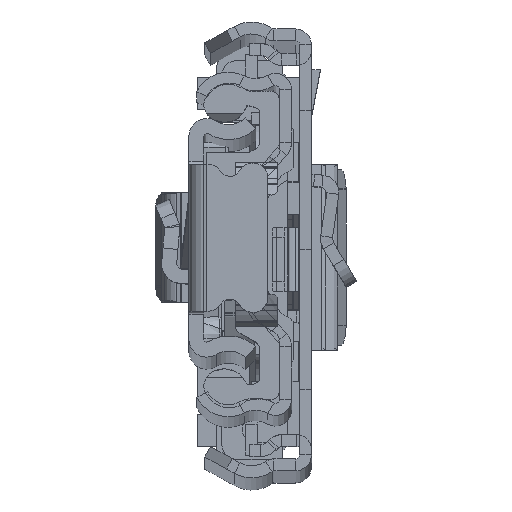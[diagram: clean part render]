
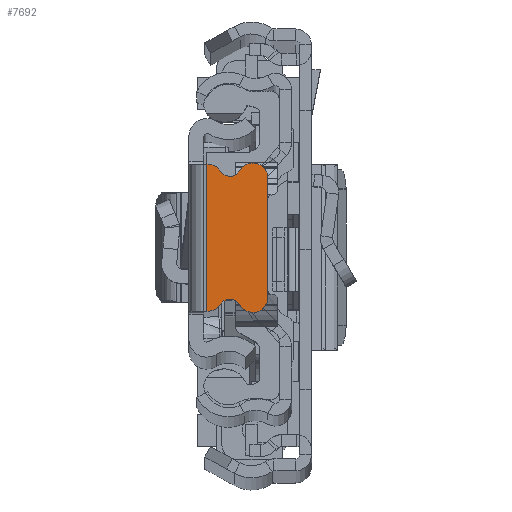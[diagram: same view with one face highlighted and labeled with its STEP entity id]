
A CAD part, top view. The second image highlights one B-rep face of the part: STEP entity #7692.
In plain terms, the highlighted planar face has unit normal (0, 0, 1).
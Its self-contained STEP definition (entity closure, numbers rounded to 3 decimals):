
#110 = VERTEX_POINT ( 'NONE', #11668 ) ;
#1451 = CARTESIAN_POINT ( 'NONE',  ( -7.929, -6., 0. ) ) ;
#1489 = CARTESIAN_POINT ( 'NONE',  ( -6.429, 6., 0. ) ) ;
#2483 = VECTOR ( 'NONE', #27583, 1000. ) ;
#2530 = DIRECTION ( 'NONE',  ( 1., 0., 0. ) ) ;
#2729 = DIRECTION ( 'NONE',  ( 1., 0., 0. ) ) ;
#3391 = ORIENTED_EDGE ( 'NONE', *, *, #26051, .F. ) ;
#3686 = EDGE_LOOP ( 'NONE', ( #18795, #10015, #23313, #11561, #22105, #10669, #15949, #12104, #29253, #3391 ) ) ;
#4287 = LINE ( 'NONE', #1451, #5035 ) ;
#4804 = LINE ( 'NONE', #26816, #23320 ) ;
#5035 = VECTOR ( 'NONE', #14688, 1000. ) ;
#6514 = DIRECTION ( 'NONE',  ( 0., 0., -1. ) ) ;
#6858 = CARTESIAN_POINT ( 'NONE',  ( -3.206, -6.658, 0. ) ) ;
#7099 = DIRECTION ( 'NONE',  ( 0., 0., -1. ) ) ;
#7223 = LINE ( 'NONE', #20798, #30016 ) ;
#7692 = ADVANCED_FACE ( 'NONE', ( #25997 ), #9960, .T. ) ;
#8593 = CARTESIAN_POINT ( 'NONE',  ( -5.109, 6.713, 0. ) ) ;
#8709 = AXIS2_PLACEMENT_3D ( 'NONE', #9555, #7099, #33333 ) ;
#8729 = DIRECTION ( 'NONE',  ( 0., 0., 1. ) ) ;
#8800 = CARTESIAN_POINT ( 'NONE',  ( -7.929, 6., 0. ) ) ;
#8817 = AXIS2_PLACEMENT_3D ( 'NONE', #10138, #13111, #2530 ) ;
#9033 = EDGE_CURVE ( 'NONE', #18215, #11294, #4804, .T. ) ;
#9555 = CARTESIAN_POINT ( 'NONE',  ( -4.142, 7.236, 0. ) ) ;
#9951 = DIRECTION ( 'NONE',  ( -1., 0., 0. ) ) ;
#9960 = PLANE ( 'NONE',  #8817 ) ;
#10015 = ORIENTED_EDGE ( 'NONE', *, *, #26695, .F. ) ;
#10138 = CARTESIAN_POINT ( 'NONE',  ( 692.771, 0., 0. ) ) ;
#10147 = AXIS2_PLACEMENT_3D ( 'NONE', #17581, #28303, #14078 ) ;
#10669 = ORIENTED_EDGE ( 'NONE', *, *, #17629, .T. ) ;
#11057 = AXIS2_PLACEMENT_3D ( 'NONE', #16305, #26701, #2729 ) ;
#11294 = VERTEX_POINT ( 'NONE', #31520 ) ;
#11368 = DIRECTION ( 'NONE',  ( -1., 0., 0. ) ) ;
#11561 = ORIENTED_EDGE ( 'NONE', *, *, #27242, .T. ) ;
#11668 = CARTESIAN_POINT ( 'NONE',  ( -7.929, -6., 0. ) ) ;
#11791 = CARTESIAN_POINT ( 'NONE',  ( -1.929, 7.37, 0. ) ) ;
#12104 = ORIENTED_EDGE ( 'NONE', *, *, #23437, .T. ) ;
#13111 = DIRECTION ( 'NONE',  ( 0., 0., 1. ) ) ;
#13562 = VERTEX_POINT ( 'NONE', #19793 ) ;
#14026 = AXIS2_PLACEMENT_3D ( 'NONE', #14377, #8729, #11368 ) ;
#14078 = DIRECTION ( 'NONE',  ( 1., 0., 0. ) ) ;
#14377 = CARTESIAN_POINT ( 'NONE',  ( -1.929, 5.87, 0. ) ) ;
#14688 = DIRECTION ( 'NONE',  ( 0., -1., 0. ) ) ;
#15949 = ORIENTED_EDGE ( 'NONE', *, *, #20423, .T. ) ;
#16305 = CARTESIAN_POINT ( 'NONE',  ( -6.429, -6., 0. ) ) ;
#17461 = CIRCLE ( 'NONE', #10147, 1.5 ) ;
#17581 = CARTESIAN_POINT ( 'NONE',  ( -1.929, -5.87, 0. ) ) ;
#17629 = EDGE_CURVE ( 'NONE', #19356, #110, #4287, .T. ) ;
#18215 = VERTEX_POINT ( 'NONE', #23606 ) ;
#18795 = ORIENTED_EDGE ( 'NONE', *, *, #9033, .F. ) ;
#19356 = VERTEX_POINT ( 'NONE', #8800 ) ;
#19501 = CARTESIAN_POINT ( 'NONE',  ( -1.929, 7.37, 0. ) ) ;
#19530 = VERTEX_POINT ( 'NONE', #25881 ) ;
#19793 = CARTESIAN_POINT ( 'NONE',  ( -3.206, 6.658, 0. ) ) ;
#19989 = AXIS2_PLACEMENT_3D ( 'NONE', #1489, #34068, #9951 ) ;
#20423 = EDGE_CURVE ( 'NONE', #110, #23594, #31324, .T. ) ;
#20551 = CIRCLE ( 'NONE', #19989, 1.5 ) ;
#20798 = CARTESIAN_POINT ( 'NONE',  ( -1.929, -7.37, 0. ) ) ;
#21919 = CIRCLE ( 'NONE', #14026, 1.5 ) ;
#22105 = ORIENTED_EDGE ( 'NONE', *, *, #26928, .T. ) ;
#22131 = LINE ( 'NONE', #19501, #2483 ) ;
#22717 = CARTESIAN_POINT ( 'NONE',  ( -4.142, -7.236, 0. ) ) ;
#23069 = DIRECTION ( 'NONE',  ( -1., 0., 0. ) ) ;
#23210 = AXIS2_PLACEMENT_3D ( 'NONE', #22717, #6514, #29655 ) ;
#23313 = ORIENTED_EDGE ( 'NONE', *, *, #33005, .T. ) ;
#23320 = VECTOR ( 'NONE', #29100, 1000. ) ;
#23437 = EDGE_CURVE ( 'NONE', #23594, #28334, #23761, .T. ) ;
#23594 = VERTEX_POINT ( 'NONE', #25553 ) ;
#23606 = CARTESIAN_POINT ( 'NONE',  ( -1.75, 7.37, 0. ) ) ;
#23761 = CIRCLE ( 'NONE', #23210, 1.1 ) ;
#24835 = VERTEX_POINT ( 'NONE', #11791 ) ;
#25553 = CARTESIAN_POINT ( 'NONE',  ( -5.109, -6.713, 0. ) ) ;
#25881 = CARTESIAN_POINT ( 'NONE',  ( -1.929, -7.37, 0. ) ) ;
#25997 = FACE_OUTER_BOUND ( 'NONE', #3686, .T. ) ;
#26051 = EDGE_CURVE ( 'NONE', #11294, #19530, #7223, .T. ) ;
#26695 = EDGE_CURVE ( 'NONE', #24835, #18215, #22131, .T. ) ;
#26701 = DIRECTION ( 'NONE',  ( 0., 0., 1. ) ) ;
#26816 = CARTESIAN_POINT ( 'NONE',  ( -1.75, 0., 0. ) ) ;
#26928 = EDGE_CURVE ( 'NONE', #28607, #19356, #20551, .T. ) ;
#27242 = EDGE_CURVE ( 'NONE', #13562, #28607, #30638, .T. ) ;
#27583 = DIRECTION ( 'NONE',  ( 1., 0., 0. ) ) ;
#28303 = DIRECTION ( 'NONE',  ( 0., 0., 1. ) ) ;
#28334 = VERTEX_POINT ( 'NONE', #6858 ) ;
#28607 = VERTEX_POINT ( 'NONE', #8593 ) ;
#29100 = DIRECTION ( 'NONE',  ( 0., -1., 0. ) ) ;
#29253 = ORIENTED_EDGE ( 'NONE', *, *, #33870, .T. ) ;
#29655 = DIRECTION ( 'NONE',  ( -1., 0., 0. ) ) ;
#30016 = VECTOR ( 'NONE', #23069, 1000. ) ;
#30638 = CIRCLE ( 'NONE', #8709, 1.1 ) ;
#31324 = CIRCLE ( 'NONE', #11057, 1.5 ) ;
#31520 = CARTESIAN_POINT ( 'NONE',  ( -1.75, -7.37, 0. ) ) ;
#33005 = EDGE_CURVE ( 'NONE', #24835, #13562, #21919, .T. ) ;
#33333 = DIRECTION ( 'NONE',  ( 1., 0., 0. ) ) ;
#33870 = EDGE_CURVE ( 'NONE', #28334, #19530, #17461, .T. ) ;
#34068 = DIRECTION ( 'NONE',  ( 0., 0., 1. ) ) ;
